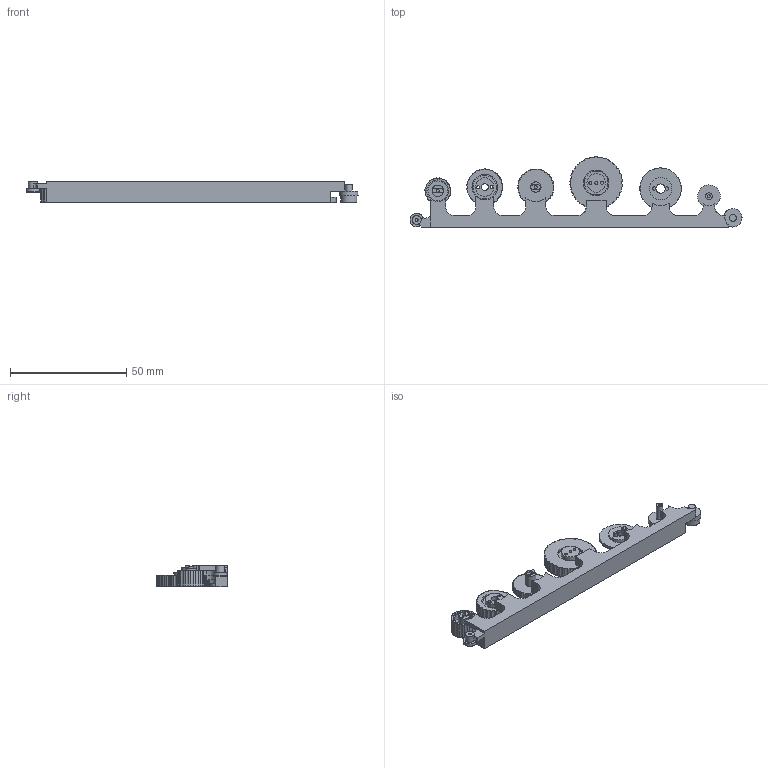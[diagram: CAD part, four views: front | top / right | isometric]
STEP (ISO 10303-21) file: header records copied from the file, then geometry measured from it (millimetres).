
FILE_DESCRIPTION(/* description */ (''),/* implementation_level */ '2;1');
FILE_NAME(/* name */ 'Dials.step',/* time_stamp */ '2025-06-28T17:25:43+03:00',/* author */ (''),/* organization */ (''),/* preprocessor_version */ 'ST-DEVELOPER v20.1',/* originating_system */ 'Autodesk Translation Framework v14.4.0.0',/* authorisation */ '');
FILE_SCHEMA (('AUTOMOTIVE_DESIGN { 1 0 10303 214 3 1 1 }'));
Length unit declared in the file: millimetre
Products named in the file (1): Dials
Bounding box: 143.01 x 30.43 x 9.2 mm (x, y, z)
Volume: 11996.5 mm3; surface area: 9265.1 mm2
Topology: 1 solids, 1 shells, 537 faces, 1513 edges, 999 vertices
Faces by surface type: plane 339, cylinder 180, cone 18
Full cylindrical faces by diameter (mm): 1.25 x9, 2.9 x1, 3 x2, 3.8 x1, 4 x1, 4.46 x1, 4.96 x1, 5.8 x1, 6 x1, 6.9 x1, 7.9 x1, 7.96 x2, 8.5 x1, 9.5 x1, 9.6 x2, 9.8 x1, 10.16 x2, 10.24 x1, 11 x2, 17.8 x1
Entity records: 17763 total; most frequent: CARTESIAN_POINT 3260, DIRECTION 3188, ORIENTED_EDGE 3026, EDGE_CURVE 1513, AXIS2_PLACEMENT_3D 1167, VERTEX_POINT 999, LINE 854, VECTOR 854
